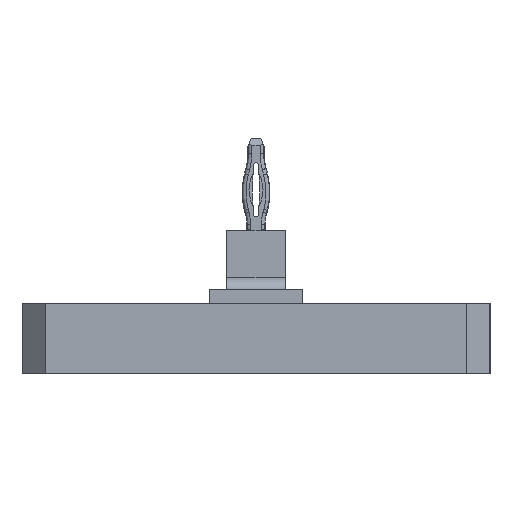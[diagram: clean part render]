
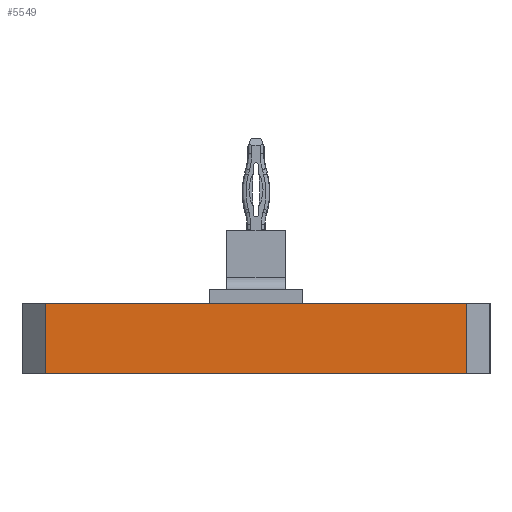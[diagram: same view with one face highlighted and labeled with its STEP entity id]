
A CAD part, left-side view. The second image highlights one B-rep face of the part: STEP entity #5549.
In plain terms, the highlighted planar face has unit normal (-1, 0, 0).
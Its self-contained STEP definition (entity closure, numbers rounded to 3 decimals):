
#26 = CARTESIAN_POINT ( 'NONE',  ( -19.75, 20., 0. ) ) ;
#272 = VECTOR ( 'NONE', #1908, 1000. ) ;
#473 = EDGE_CURVE ( 'NONE', #581, #1886, #5130, .T. ) ;
#581 = VERTEX_POINT ( 'NONE', #5206 ) ;
#638 = CARTESIAN_POINT ( 'NONE',  ( -19.75, 1., 0. ) ) ;
#994 = AXIS2_PLACEMENT_3D ( 'NONE', #3468, #2666, #2279 ) ;
#1258 = EDGE_LOOP ( 'NONE', ( #2475, #4815, #5059, #2924 ) ) ;
#1390 = FACE_OUTER_BOUND ( 'NONE', #1258, .T. ) ;
#1506 = EDGE_CURVE ( 'NONE', #5233, #1886, #3274, .T. ) ;
#1647 = CARTESIAN_POINT ( 'NONE',  ( -19.75, 19., 3. ) ) ;
#1656 = EDGE_CURVE ( 'NONE', #581, #1797, #5540, .T. ) ;
#1797 = VERTEX_POINT ( 'NONE', #2241 ) ;
#1886 = VERTEX_POINT ( 'NONE', #5448 ) ;
#1908 = DIRECTION ( 'NONE',  ( 0., 0., 1. ) ) ;
#2241 = CARTESIAN_POINT ( 'NONE',  ( -19.75, 19., 0. ) ) ;
#2279 = DIRECTION ( 'NONE',  ( 0., 1., 0. ) ) ;
#2475 = ORIENTED_EDGE ( 'NONE', *, *, #473, .F. ) ;
#2523 = DIRECTION ( 'NONE',  ( 0., 0., -1. ) ) ;
#2616 = DIRECTION ( 'NONE',  ( 0., -1., 0. ) ) ;
#2666 = DIRECTION ( 'NONE',  ( 1., 0., 0. ) ) ;
#2728 = VECTOR ( 'NONE', #2523, 1000. ) ;
#2924 = ORIENTED_EDGE ( 'NONE', *, *, #1506, .T. ) ;
#2979 = CARTESIAN_POINT ( 'NONE',  ( -19.75, 20., 3. ) ) ;
#3101 = PLANE ( 'NONE',  #994 ) ;
#3274 = LINE ( 'NONE', #4940, #272 ) ;
#3348 = DIRECTION ( 'NONE',  ( 0., -1., 0. ) ) ;
#3468 = CARTESIAN_POINT ( 'NONE',  ( -19.75, 20., 3. ) ) ;
#3839 = EDGE_CURVE ( 'NONE', #1797, #5233, #3988, .T. ) ;
#3861 = VECTOR ( 'NONE', #2616, 1000. ) ;
#3988 = LINE ( 'NONE', #26, #3861 ) ;
#4171 = VECTOR ( 'NONE', #3348, 1000. ) ;
#4815 = ORIENTED_EDGE ( 'NONE', *, *, #1656, .T. ) ;
#4940 = CARTESIAN_POINT ( 'NONE',  ( -19.75, 1., 3. ) ) ;
#5059 = ORIENTED_EDGE ( 'NONE', *, *, #3839, .T. ) ;
#5130 = LINE ( 'NONE', #2979, #4171 ) ;
#5206 = CARTESIAN_POINT ( 'NONE',  ( -19.75, 19., 3. ) ) ;
#5233 = VERTEX_POINT ( 'NONE', #638 ) ;
#5448 = CARTESIAN_POINT ( 'NONE',  ( -19.75, 1., 3. ) ) ;
#5540 = LINE ( 'NONE', #1647, #2728 ) ;
#5549 = ADVANCED_FACE ( 'NONE', ( #1390 ), #3101, .F. ) ;
